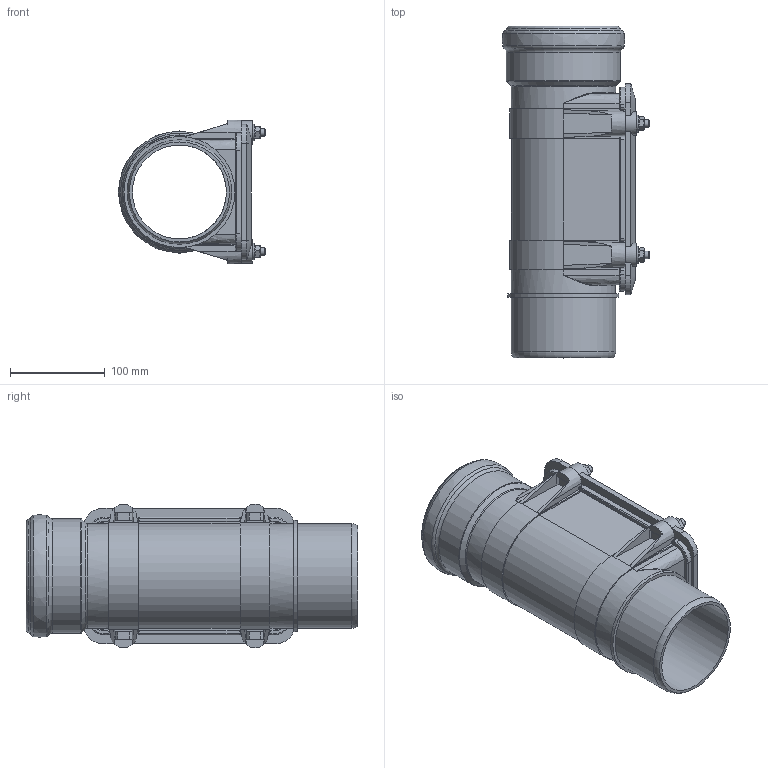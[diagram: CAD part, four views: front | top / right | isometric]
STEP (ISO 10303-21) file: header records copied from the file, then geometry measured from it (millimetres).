
FILE_DESCRIPTION(/* description */ (''),/* implementation_level */ '2;1');
FILE_NAME(/* name */ '335600 SKOLANsafeRE Reinigungsrohr DN_OD 110 Zusammenbau.stp',/* time_stamp */ '2018-01-09T11:51:43+01:00',/* author */ ('user1'),/* organization */ (''),/* preprocessor_version */ 'ST-DEVELOPER v16.1',/* originating_system */ 'Autodesk Inventor 2016',/* authorisation */ '');
FILE_SCHEMA (('AUTOMOTIVE_DESIGN { 1 0 10303 214 3 1 1 }'));
Length unit declared in the file: millimetre
Products named in the file (5): 335600 SKRE Reinigungsrohr DN_OD 110; 335600 SKRE Reinigungsrohr DN_OD 110 Deckel; DIN 188 - M8 x 35; DIN 6923 - M8 x 1,25; 335600 SKOLANsafeRE Reinigungsrohr DN_OD 110 Zusammenbau
Assembly tree (10 placements, depth 2):
  335600 SKOLANsafeRE Reinigungsrohr DN_OD 110 Zusammenbau
    335600 SKRE Reinigungsrohr DN_OD 110
    335600 SKRE Reinigungsrohr DN_OD 110 Deckel
    DIN 188 - M8 x 35  x4
    DIN 6923 - M8 x 1,25  x4
Bounding box: 155.5 x 350 x 151.69 mm (x, y, z)
Volume: 951635.4 mm3; surface area: 372127.4 mm2
Topology: 10 solids, 10 shells, 654 faces, 1605 edges, 976 vertices
Faces by surface type: plane 267, cylinder 230, torus 64, cone 48, bspline 45
Full cylindrical faces by diameter (mm): 6.647 x4, 8 x4, 9 x8, 24.5 x4, 99.1 x1, 110.1 x3, 110.4 x1, 110.7 x1, 117.1 x1, 120.4 x1, 120.6 x1
Entity records: 16575 total; most frequent: CARTESIAN_POINT 3888, DIRECTION 2762, ORIENTED_EDGE 2506, EDGE_CURVE 1253, AXIS2_PLACEMENT_3D 1034, VERTEX_POINT 775, LINE 694, VECTOR 694
